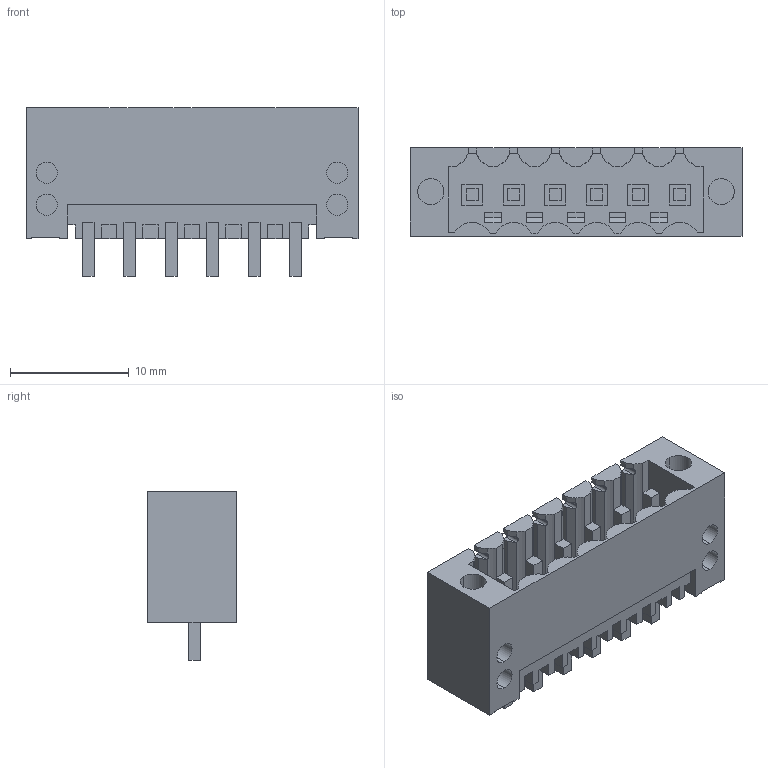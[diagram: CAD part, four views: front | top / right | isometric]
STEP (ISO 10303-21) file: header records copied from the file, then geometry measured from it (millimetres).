
FILE_DESCRIPTION(('CATIA V5 STEP Exchange','CAx-IF Rec.Pracs.--- Model Styling and Organization---1.2---2011-12-15'),'2;1');
FILE_NAME ('D1457296_0_1842810000_1842810000.stp','2018-03-13T15:16:59+00:00',('none'),('Weidmueller'),'CATIA Version 5-6 Release 2014','CATIA V5 STEP AP214','none');
FILE_SCHEMA(('AUTOMOTIVE_DESIGN { 1 0 10303 214 1 1 1 1 }'));
Length unit declared in the file: millimetre
Products named in the file (1): 1842810000
Bounding box: 28 x 7.45 x 14.25 mm (x, y, z)
Volume: 1117.2 mm3; surface area: 2605.3 mm2
Topology: 7 solids, 7 shells, 540 faces, 1549 edges, 1048 vertices
Faces by surface type: plane 476, cylinder 64
Entity records: 16984 total; most frequent: CARTESIAN_POINT 3159, ORIENTED_EDGE 3098, DIRECTION 2165, EDGE_CURVE 1549, VECTOR 1397, LINE 1397, VERTEX_POINT 1048, EDGE_LOOP 577
